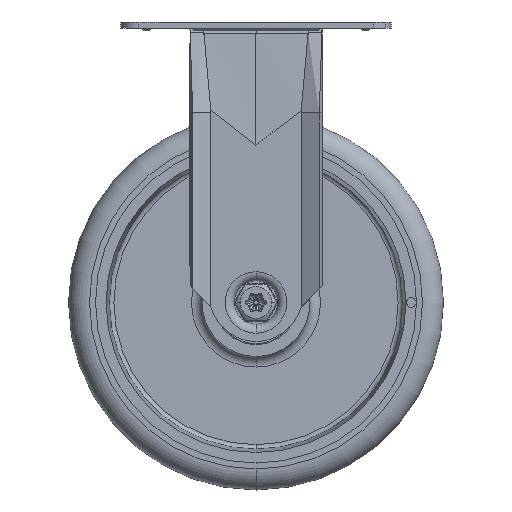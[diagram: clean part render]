
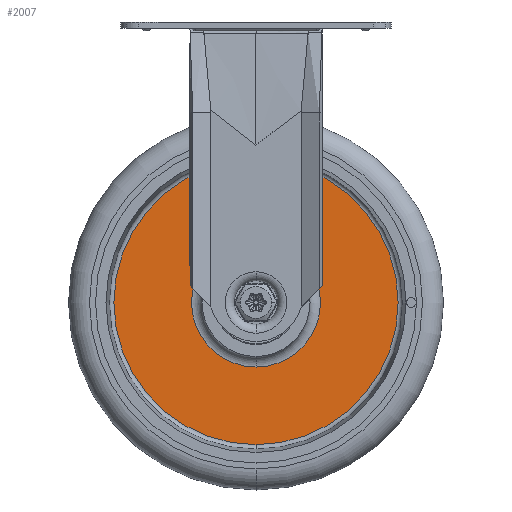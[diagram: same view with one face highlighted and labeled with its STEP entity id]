
A CAD part, front view. The second image highlights one B-rep face of the part: STEP entity #2007.
In plain terms, the highlighted planar face has unit normal (0, -1, 0).
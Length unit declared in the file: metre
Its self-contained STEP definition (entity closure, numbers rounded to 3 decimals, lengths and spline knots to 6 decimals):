
#2007=ADVANCED_FACE('',(#2938,#2939),#2940,.T.);
#2938=FACE_OUTER_BOUND('',#8702,.T.);
#2939=FACE_BOUND('',#8703,.T.);
#2940=PLANE('',#8704);
#8702=EDGE_LOOP('',(#15024,#15025));
#8703=EDGE_LOOP('',(#15026,#15027));
#8704=AXIS2_PLACEMENT_3D('',#15028,#15029,#15030);
#15024=ORIENTED_EDGE('',*,*,#17644,.F.);
#15025=ORIENTED_EDGE('',*,*,#17588,.F.);
#15026=ORIENTED_EDGE('',*,*,#17643,.T.);
#15027=ORIENTED_EDGE('',*,*,#17593,.T.);
#15028=CARTESIAN_POINT('',(0.0,-0.0025,0.034441));
#15029=DIRECTION('',(0.0,-1.0,0.));
#15030=DIRECTION('',(0.0,0.,-1.0));
#17588=EDGE_CURVE('',#19225,#19227,#19228,.T.);
#17593=EDGE_CURVE('',#19231,#19235,#19237,.T.);
#17643=EDGE_CURVE('',#19235,#19231,#19317,.T.);
#17644=EDGE_CURVE('',#19227,#19225,#19318,.T.);
#19225=VERTEX_POINT('',#22601);
#19227=VERTEX_POINT('',#22603);
#19228=CIRCLE('',#22604,0.047382);
#19231=VERTEX_POINT('',#22607);
#19235=VERTEX_POINT('',#22611);
#19237=CIRCLE('',#22613,0.0215);
#19317=CIRCLE('',#22707,0.0215);
#19318=CIRCLE('',#22708,0.047382);
#22601=CARTESIAN_POINT('',(0.,-0.0025,-0.047382));
#22603=CARTESIAN_POINT('',(0.0,-0.0025,0.047382));
#22604=AXIS2_PLACEMENT_3D('',#26913,#26914,#26915);
#22607=CARTESIAN_POINT('',(0.,-0.0025,-0.0215));
#22611=CARTESIAN_POINT('',(0.0,-0.0025,0.0215));
#22613=AXIS2_PLACEMENT_3D('',#26928,#26929,#26930);
#22707=AXIS2_PLACEMENT_3D('',#27050,#27051,#27052);
#22708=AXIS2_PLACEMENT_3D('',#27053,#27054,#27055);
#26913=CARTESIAN_POINT('',(0.0,-0.0025,0.0));
#26914=DIRECTION('',(0.0,1.0,0.0));
#26915=DIRECTION('',(0.0,0.0,1.0));
#26928=CARTESIAN_POINT('',(0.0,-0.0025,0.0));
#26929=DIRECTION('',(0.0,1.0,0.0));
#26930=DIRECTION('',(0.0,0.0,1.0));
#27050=CARTESIAN_POINT('',(0.0,-0.0025,0.0));
#27051=DIRECTION('',(0.0,1.0,0.0));
#27052=DIRECTION('',(0.0,0.0,1.0));
#27053=CARTESIAN_POINT('',(0.0,-0.0025,0.0));
#27054=DIRECTION('',(0.0,1.0,0.0));
#27055=DIRECTION('',(0.0,0.0,1.0));
